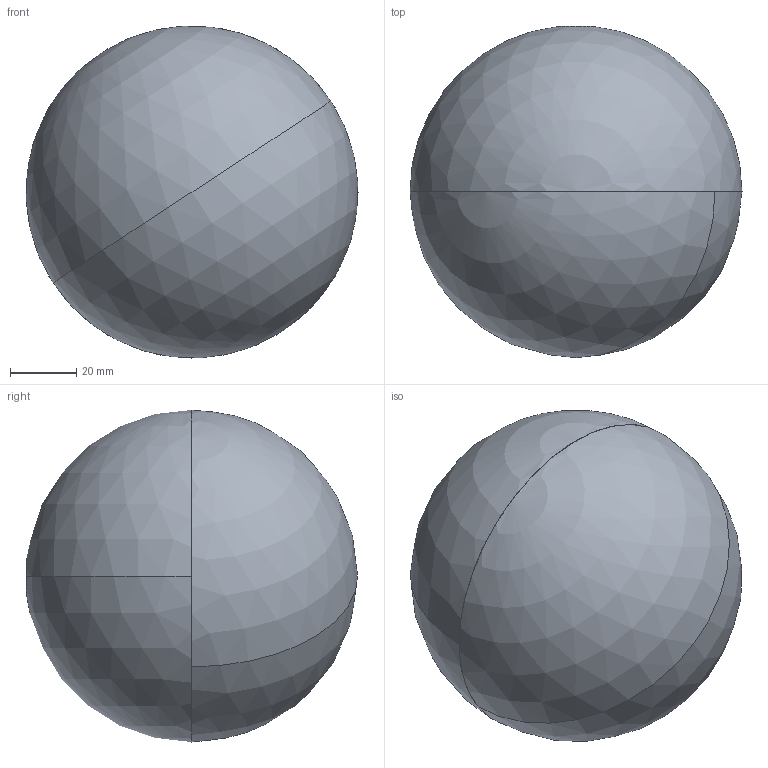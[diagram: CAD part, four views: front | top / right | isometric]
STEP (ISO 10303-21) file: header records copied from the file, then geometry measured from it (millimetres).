
FILE_DESCRIPTION (( 'STEP AP203' ), '1' );
FILE_NAME ('A_0220-100.STEP', '2023-01-31T09:28:57', ( '' ), ( '' ), 'SwSTEP 2.0', 'SolidWorks 2019', '' );
FILE_SCHEMA (( 'CONFIG_CONTROL_DESIGN' ));
Length unit declared in the file: millimetre
Products named in the file (4): A_0220-100.P3; A_0220-100; A_0220-100.P1; A_0220-100.P2
Assembly tree (3 placements, depth 2):
  A_0220-100
    A_0220-100.P2
    A_0220-100.P3
    A_0220-100.P1
Bounding box: 100 x 99.72 x 100 mm (x, y, z)
Volume: 61537.7 mm3; surface area: 62849.5 mm2
Topology: 3 solids, 3 shells, 20 faces, 58 edges, 36 vertices
Faces by surface type: sphere 8, cylinder 6, plane 4, cone 2
Entity records: 982 total; most frequent: DIRECTION 128, CARTESIAN_POINT 96, ORIENTED_EDGE 84, AXIS2_PLACEMENT_3D 60, EDGE_CURVE 42, PERSON_AND_ORGANIZATION 35, CIRCLE 34, VERTEX_POINT 28
